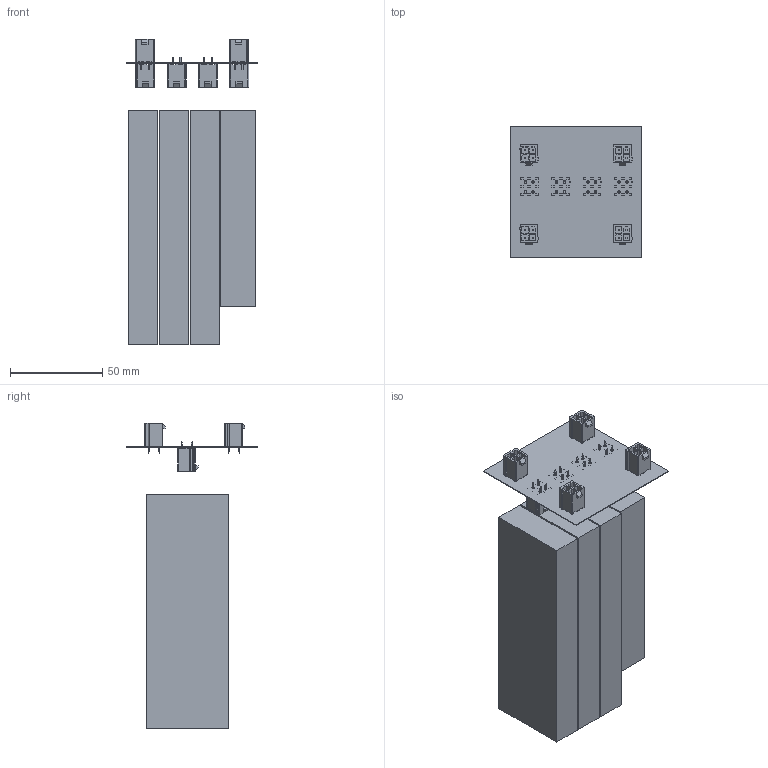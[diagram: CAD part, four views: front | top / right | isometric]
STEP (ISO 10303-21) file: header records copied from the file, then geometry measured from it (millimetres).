
FILE_DESCRIPTION(('Open CASCADE Model'),'2;1');
FILE_NAME('Open CASCADE Shape Model','2015-04-17T03:27:57',('Author'),( 'Open CASCADE'),'Open CASCADE STEP processor 6.5','Open CASCADE 6.5' ,'Unknown');
FILE_SCHEMA(('AUTOMOTIVE_DESIGN { 1 0 10303 214 1 1 1 1 }'));
Length unit declared in the file: millimetre
Products named in the file (16): PCB; Board; Bat1; 039281043; Bat2; Bat3; Bat4; ARDUINO; BIGREDBEE; BYONICS; RAVEN; Free-Models; 557131184; Extruded; 557130544
Assembly tree (24 placements, depth 4):
  PCB
    Board
    Bat1
      039281043
    Bat2
      039281043
    Bat3
      039281043
    Bat4
      039281043
    ARDUINO
      039281043
    BIGREDBEE
      039281043
    BYONICS
      039281043
    RAVEN
      039281043
    Free-Models
      557131184  x3
        Extruded
      557130544
        Extruded
Bounding box: 71.12 x 71.12 x 165.6 mm (x, y, z)
Volume: 360185.9 mm3; surface area: 85391.4 mm2
Topology: 13 solids, 13 shells, 1046 faces, 2732 edges, 1808 vertices
Faces by surface type: plane 974, cylinder 72
Full cylindrical faces by diameter (mm): 1.4 x32
Entity records: 11864 total; most frequent: CARTESIAN_POINT 2273, DIRECTION 1745, LINE 1192, VECTOR 1192, ORIENTED_EDGE 908, PCURVE 908, DEFINITIONAL_REPRESENTATION 908, EDGE_CURVE 454
